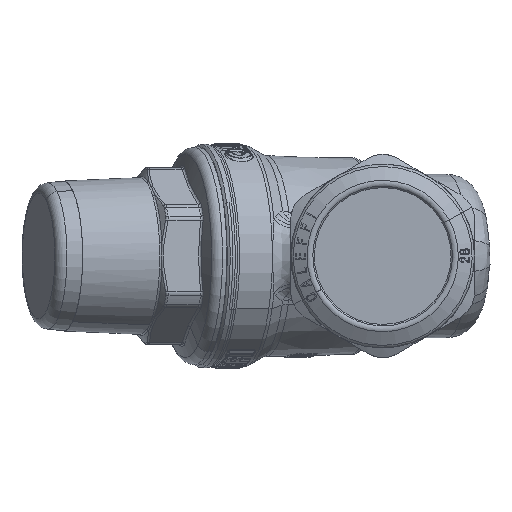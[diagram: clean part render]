
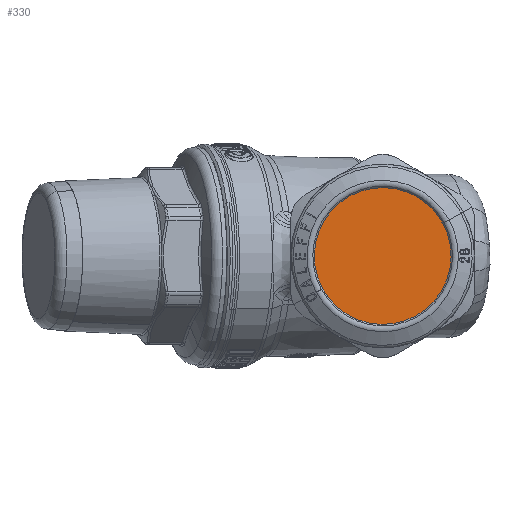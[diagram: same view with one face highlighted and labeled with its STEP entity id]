
A CAD part, left-side view. The second image highlights one B-rep face of the part: STEP entity #330.
In plain terms, the highlighted planar face has unit normal (-1, 0, 0).
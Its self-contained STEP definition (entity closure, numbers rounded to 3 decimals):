
#307=CARTESIAN_POINT('Axis2P3D Location',(-53.028,16.61,0.)) ;
#312=CARTESIAN_POINT('Axis2P3D Location',(-53.028,0.,0.)) ;
#316=CARTESIAN_POINT('Vertex',(-53.028,-12.418,6.784)) ;
#318=CARTESIAN_POINT('Vertex',(-53.028,12.418,-6.784)) ;
#321=CARTESIAN_POINT('Axis2P3D Location',(-53.028,0.,0.)) ;
#308=DIRECTION('Axis2P3D Direction',(1.,0.,0.)) ;
#309=DIRECTION('Axis2P3D XDirection',(0.,1.,0.)) ;
#313=DIRECTION('Axis2P3D Direction',(1.,0.,0.)) ;
#322=DIRECTION('Axis2P3D Direction',(1.,0.,0.)) ;
#310=AXIS2_PLACEMENT_3D('Plane Axis2P3D',#307,#308,#309) ;
#314=AXIS2_PLACEMENT_3D('Circle Axis2P3D',#312,#313,$) ;
#323=AXIS2_PLACEMENT_3D('Circle Axis2P3D',#321,#322,$) ;
#315=CIRCLE('generated circle',#314,14.15) ;
#324=CIRCLE('generated circle',#323,14.15) ;
#311=PLANE('',#310) ;
#320=EDGE_CURVE('',#317,#319,#315,.T.) ;
#325=EDGE_CURVE('',#319,#317,#324,.T.) ;
#327=ORIENTED_EDGE('',*,*,#320,.F.) ;
#328=ORIENTED_EDGE('',*,*,#325,.F.) ;
#326=EDGE_LOOP('',(#327,#328)) ;
#317=VERTEX_POINT('',#316) ;
#319=VERTEX_POINT('',#318) ;
#330=ADVANCED_FACE('PartBody',(#329),#311,.F.) ;
#329=FACE_OUTER_BOUND('',#326,.T.) ;
